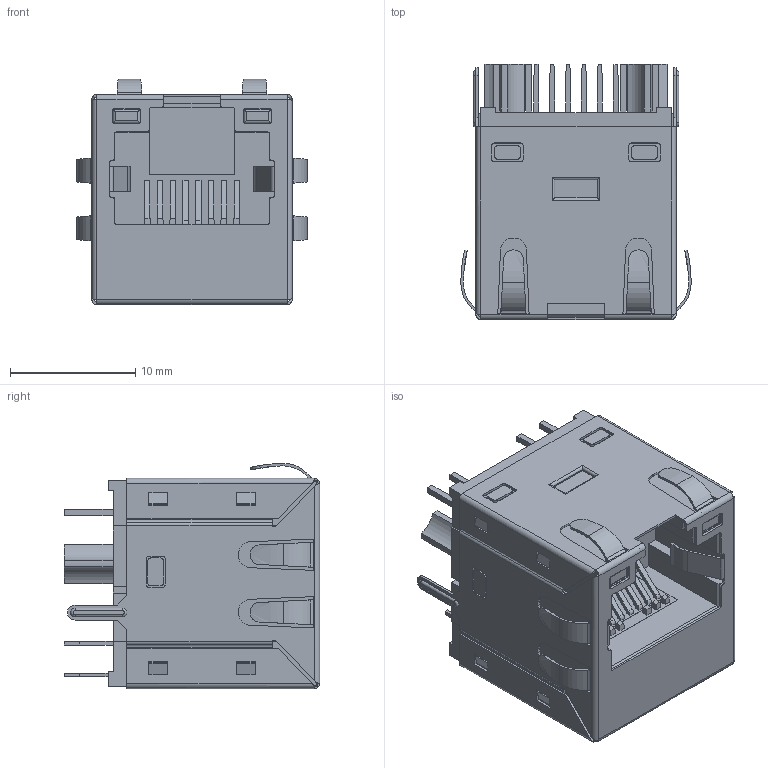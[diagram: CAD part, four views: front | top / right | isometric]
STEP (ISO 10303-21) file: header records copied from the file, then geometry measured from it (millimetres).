
FILE_DESCRIPTION(/* description */ ('Unknown'),/* implementation_level */ '2;1');
FILE_NAME(/* name */ '7499011448',/* time_stamp */ '2020-02-14T08:50:06+01:00',/* author */ ('Unknown'),/* organization */ ('Unknown'),/* preprocessor_version */ 'ST-DEVELOPER v16.7',/* originating_system */ 'DEX',/* authorisation */ $);
FILE_SCHEMA (('AUTOMOTIVE_DESIGN {1 0 10303 214 3 1 1}'));
Length unit declared in the file: millimetre
Products named in the file (3): 7499011448; base; Shielding
Assembly tree (2 placements, depth 2):
  7499011448
    base
    Shielding
Bounding box: 18.4 x 20.4 x 18 mm (x, y, z)
Volume: 3493.9 mm3; surface area: 4949.4 mm2
Topology: 10 solids, 10 shells, 965 faces, 2501 edges, 1602 vertices
Faces by surface type: plane 687, cylinder 246, bspline 24, torus 8
Entity records: 36818 total; most frequent: CARTESIAN_POINT 6286, ORIENTED_EDGE 5000, DIRECTION 4688, EDGE_CURVE 2500, LINE 1872, VECTOR 1872, VERTEX_POINT 1602, AXIS2_PLACEMENT_3D 1408
